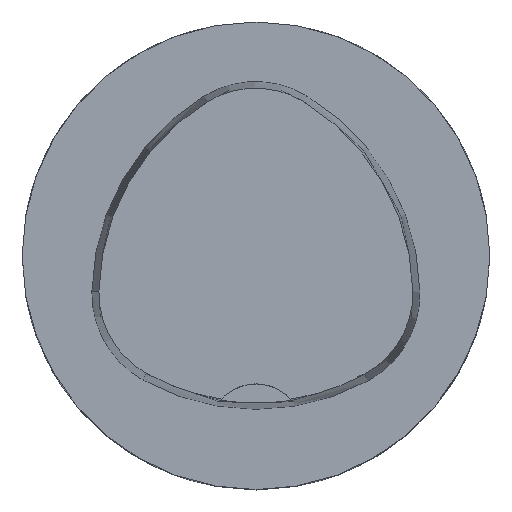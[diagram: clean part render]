
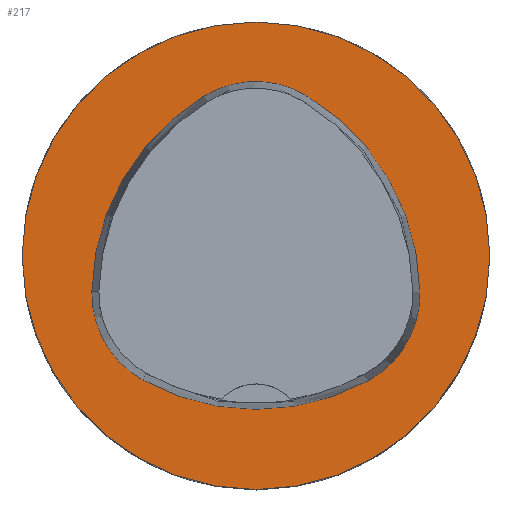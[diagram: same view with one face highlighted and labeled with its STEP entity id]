
A CAD part, top view. The second image highlights one B-rep face of the part: STEP entity #217.
In plain terms, the highlighted planar face has unit normal (0, 0, 1).
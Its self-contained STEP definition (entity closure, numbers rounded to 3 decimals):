
#217=ADVANCED_FACE('',(#412,#413),#261,.T.);
#261=PLANE('',#1189);
#412=FACE_BOUND('',#467,.T.);
#413=FACE_BOUND('',#468,.T.);
#467=EDGE_LOOP('',(#652,#653,#654,#655,#656,#657));
#468=EDGE_LOOP('',(#658));
#652=ORIENTED_EDGE('',*,*,#954,.T.);
#653=ORIENTED_EDGE('',*,*,#934,.T.);
#654=ORIENTED_EDGE('',*,*,#938,.T.);
#655=ORIENTED_EDGE('',*,*,#941,.T.);
#656=ORIENTED_EDGE('',*,*,#944,.T.);
#657=ORIENTED_EDGE('',*,*,#952,.T.);
#658=ORIENTED_EDGE('',*,*,#957,.F.);
#828=VERTEX_POINT('',#1878);
#829=VERTEX_POINT('',#1879);
#832=VERTEX_POINT('',#1887);
#834=VERTEX_POINT('',#1893);
#836=VERTEX_POINT('',#1899);
#843=VERTEX_POINT('',#1920);
#844=VERTEX_POINT('',#1930);
#934=EDGE_CURVE('',#828,#829,#1018,.T.);
#938=EDGE_CURVE('',#829,#832,#1020,.T.);
#941=EDGE_CURVE('',#832,#834,#1022,.T.);
#944=EDGE_CURVE('',#834,#836,#1024,.T.);
#952=EDGE_CURVE('',#836,#843,#1028,.T.);
#954=EDGE_CURVE('',#843,#828,#1030,.T.);
#957=EDGE_CURVE('',#844,#844,#1033,.T.);
#1018=CIRCLE('',#1166,20.);
#1020=CIRCLE('',#1169,8.5);
#1022=CIRCLE('',#1172,20.);
#1024=CIRCLE('',#1175,8.5);
#1028=CIRCLE('',#1180,20.);
#1030=CIRCLE('',#1183,8.5);
#1033=CIRCLE('',#1188,20.);
#1166=AXIS2_PLACEMENT_3D('',#1877,#1385,#1386);
#1169=AXIS2_PLACEMENT_3D('',#1886,#1393,#1394);
#1172=AXIS2_PLACEMENT_3D('',#1892,#1400,#1401);
#1175=AXIS2_PLACEMENT_3D('',#1898,#1407,#1408);
#1180=AXIS2_PLACEMENT_3D('',#1921,#1419,#1420);
#1183=AXIS2_PLACEMENT_3D('',#1924,#1425,#1426);
#1188=AXIS2_PLACEMENT_3D('',#1929,#1435,#1436);
#1189=AXIS2_PLACEMENT_3D('',#1931,#1437,#1438);
#1385=DIRECTION('',(0.,0.,-1.));
#1386=DIRECTION('',(-1.,0.,0.));
#1393=DIRECTION('',(0.,0.,-1.));
#1394=DIRECTION('',(-1.,0.,0.));
#1400=DIRECTION('',(0.,0.,-1.));
#1401=DIRECTION('',(-1.,0.,0.));
#1407=DIRECTION('',(0.,0.,-1.));
#1408=DIRECTION('',(-1.,0.,0.));
#1419=DIRECTION('',(0.,0.,-1.));
#1420=DIRECTION('',(-1.,0.,0.));
#1425=DIRECTION('',(0.,0.,-1.));
#1426=DIRECTION('',(-1.,0.,0.));
#1435=DIRECTION('',(0.,0.,-1.));
#1436=DIRECTION('',(-1.,0.,0.));
#1437=DIRECTION('',(0.,0.,1.));
#1438=DIRECTION('',(1.,0.,0.));
#1877=CARTESIAN_POINT('',(5.955,-3.414,0.));
#1878=CARTESIAN_POINT('',(-14.041,-3.042,0.));
#1879=CARTESIAN_POINT('',(-4.472,13.653,0.));
#1886=CARTESIAN_POINT('',(-0.04,6.4,0.));
#1887=CARTESIAN_POINT('',(4.347,13.68,0.));
#1892=CARTESIAN_POINT('',(-5.976,-3.45,0.));
#1893=CARTESIAN_POINT('',(14.021,-3.075,0.));
#1898=CARTESIAN_POINT('',(5.522,-3.235,0.));
#1899=CARTESIAN_POINT('',(9.588,-10.699,0.));
#1920=CARTESIAN_POINT('',(-9.655,-10.639,0.));
#1921=CARTESIAN_POINT('',(0.022,6.864,0.));
#1924=CARTESIAN_POINT('',(-5.543,-3.2,0.));
#1929=CARTESIAN_POINT('',(0.,0.,0.));
#1930=CARTESIAN_POINT('',(-20.,0.,0.));
#1931=CARTESIAN_POINT('',(0.,0.,0.));
